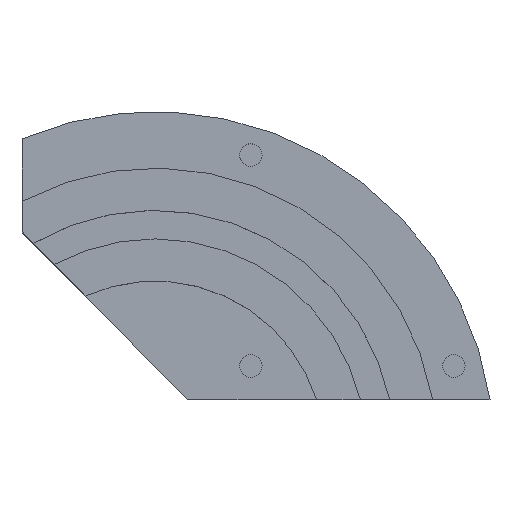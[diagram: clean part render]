
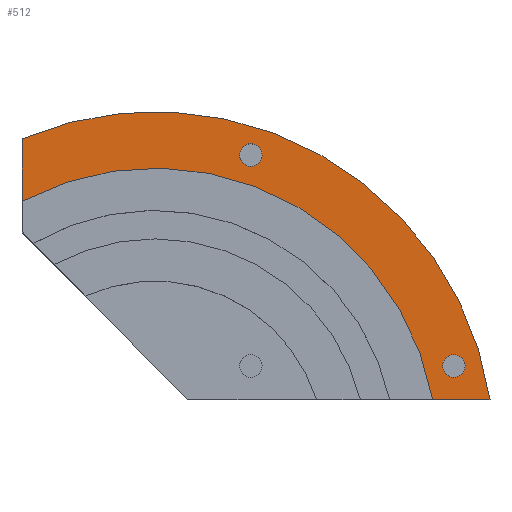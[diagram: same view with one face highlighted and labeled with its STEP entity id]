
A CAD part, top view. The second image highlights one B-rep face of the part: STEP entity #512.
In plain terms, the highlighted planar face has unit normal (0, 0, 1).
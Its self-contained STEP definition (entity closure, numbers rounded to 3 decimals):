
#24 = VERTEX_POINT('',#25);
#25 = CARTESIAN_POINT('',(118.642,18.,9.));
#32 = PLANE('',#33);
#33 = AXIS2_PLACEMENT_3D('',#34,#35,#36);
#34 = CARTESIAN_POINT('',(118.642,18.,0.));
#35 = DIRECTION('',(0.,-1.,0.));
#36 = DIRECTION('',(-1.,0.,0.));
#44 = CYLINDRICAL_SURFACE('',#45,120.);
#45 = AXIS2_PLACEMENT_3D('',#46,#47,#48);
#46 = CARTESIAN_POINT('',(0.,0.,0.));
#47 = DIRECTION('',(-0.,-0.,-1.));
#48 = DIRECTION('',(1.,0.,0.));
#56 = EDGE_CURVE('',#24,#57,#59,.T.);
#57 = VERTEX_POINT('',#58);
#58 = CARTESIAN_POINT('',(98.367,18.,9.));
#59 = SURFACE_CURVE('',#60,(#64,#71),.PCURVE_S1.);
#60 = LINE('',#61,#62);
#61 = CARTESIAN_POINT('',(118.642,18.,9.));
#62 = VECTOR('',#63,1.);
#63 = DIRECTION('',(-1.,0.,0.));
#64 = PCURVE('',#32,#65);
#65 = DEFINITIONAL_REPRESENTATION('',(#66),#70);
#66 = LINE('',#67,#68);
#67 = CARTESIAN_POINT('',(0.,-9.));
#68 = VECTOR('',#69,1.);
#69 = DIRECTION('',(1.,0.));
#70 = ( GEOMETRIC_REPRESENTATION_CONTEXT(2) 
PARAMETRIC_REPRESENTATION_CONTEXT() REPRESENTATION_CONTEXT('2D SPACE',''
  ) );
#71 = PCURVE('',#72,#77);
#72 = PLANE('',#73);
#73 = AXIS2_PLACEMENT_3D('',#74,#75,#76);
#74 = CARTESIAN_POINT('',(33.098,63.745,9.));
#75 = DIRECTION('',(-0.,-0.,-1.));
#76 = DIRECTION('',(-1.,0.,0.));
#77 = DEFINITIONAL_REPRESENTATION('',(#78),#82);
#78 = LINE('',#79,#80);
#79 = CARTESIAN_POINT('',(-85.544,-45.745));
#80 = VECTOR('',#81,1.);
#81 = DIRECTION('',(1.,0.));
#82 = ( GEOMETRIC_REPRESENTATION_CONTEXT(2) 
PARAMETRIC_REPRESENTATION_CONTEXT() REPRESENTATION_CONTEXT('2D SPACE',''
  ) );
#254 = EDGE_CURVE('',#24,#255,#257,.T.);
#255 = VERTEX_POINT('',#256);
#256 = CARTESIAN_POINT('',(-47.,110.413,9.));
#257 = SURFACE_CURVE('',#258,(#263,#270),.PCURVE_S1.);
#258 = CIRCLE('',#259,120.);
#259 = AXIS2_PLACEMENT_3D('',#260,#261,#262);
#260 = CARTESIAN_POINT('',(0.,0.,9.));
#261 = DIRECTION('',(0.,0.,1.));
#262 = DIRECTION('',(1.,0.,0.));
#263 = PCURVE('',#44,#264);
#264 = DEFINITIONAL_REPRESENTATION('',(#265),#269);
#265 = LINE('',#266,#267);
#266 = CARTESIAN_POINT('',(-0.,-9.));
#267 = VECTOR('',#268,1.);
#268 = DIRECTION('',(-1.,0.));
#269 = ( GEOMETRIC_REPRESENTATION_CONTEXT(2) 
PARAMETRIC_REPRESENTATION_CONTEXT() REPRESENTATION_CONTEXT('2D SPACE',''
  ) );
#270 = PCURVE('',#72,#271);
#271 = DEFINITIONAL_REPRESENTATION('',(#272),#280);
#272 = ( BOUNDED_CURVE() B_SPLINE_CURVE(2,(#273,#274,#275,#276,#277,#278
,#279),.UNSPECIFIED.,.T.,.F.) B_SPLINE_CURVE_WITH_KNOTS((1,2,2,2,2,1),(
    -2.094,0.,2.094,4.189,6.283,
8.378),.UNSPECIFIED.) CURVE() GEOMETRIC_REPRESENTATION_ITEM() 
RATIONAL_B_SPLINE_CURVE((1.,0.5,1.,0.5,1.,0.5,1.)) REPRESENTATION_ITEM(
  '') );
#273 = CARTESIAN_POINT('',(-86.902,-63.745));
#274 = CARTESIAN_POINT('',(-86.902,144.101));
#275 = CARTESIAN_POINT('',(93.098,40.178));
#276 = CARTESIAN_POINT('',(273.098,-63.745));
#277 = CARTESIAN_POINT('',(93.098,-167.668));
#278 = CARTESIAN_POINT('',(-86.902,-271.591));
#279 = CARTESIAN_POINT('',(-86.902,-63.745));
#280 = ( GEOMETRIC_REPRESENTATION_CONTEXT(2) 
PARAMETRIC_REPRESENTATION_CONTEXT() REPRESENTATION_CONTEXT('2D SPACE',''
  ) );
#298 = PLANE('',#299);
#299 = AXIS2_PLACEMENT_3D('',#300,#301,#302);
#300 = CARTESIAN_POINT('',(-47.,110.413,0.));
#301 = DIRECTION('',(1.,0.,0.));
#302 = DIRECTION('',(0.,-1.,0.));
#512 = ADVANCED_FACE('',(#513,#571,#606),#72,.F.);
#513 = FACE_BOUND('',#514,.F.);
#514 = EDGE_LOOP('',(#515,#516,#517,#550));
#515 = ORIENTED_EDGE('',*,*,#254,.F.);
#516 = ORIENTED_EDGE('',*,*,#56,.T.);
#517 = ORIENTED_EDGE('',*,*,#518,.T.);
#518 = EDGE_CURVE('',#57,#519,#521,.T.);
#519 = VERTEX_POINT('',#520);
#520 = CARTESIAN_POINT('',(-47.,88.267,9.));
#521 = SURFACE_CURVE('',#522,(#527,#538),.PCURVE_S1.);
#522 = CIRCLE('',#523,100.);
#523 = AXIS2_PLACEMENT_3D('',#524,#525,#526);
#524 = CARTESIAN_POINT('',(0.,0.,9.));
#525 = DIRECTION('',(0.,0.,1.));
#526 = DIRECTION('',(1.,0.,0.));
#527 = PCURVE('',#72,#528);
#528 = DEFINITIONAL_REPRESENTATION('',(#529),#537);
#529 = ( BOUNDED_CURVE() B_SPLINE_CURVE(2,(#530,#531,#532,#533,#534,#535
,#536),.UNSPECIFIED.,.T.,.F.) B_SPLINE_CURVE_WITH_KNOTS((1,2,2,2,2,1),(
    -2.094,0.,2.094,4.189,6.283,
8.378),.UNSPECIFIED.) CURVE() GEOMETRIC_REPRESENTATION_ITEM() 
RATIONAL_B_SPLINE_CURVE((1.,0.5,1.,0.5,1.,0.5,1.)) REPRESENTATION_ITEM(
  '') );
#530 = CARTESIAN_POINT('',(-66.902,-63.745));
#531 = CARTESIAN_POINT('',(-66.902,109.46));
#532 = CARTESIAN_POINT('',(83.098,22.858));
#533 = CARTESIAN_POINT('',(233.098,-63.745));
#534 = CARTESIAN_POINT('',(83.098,-150.347));
#535 = CARTESIAN_POINT('',(-66.902,-236.95));
#536 = CARTESIAN_POINT('',(-66.902,-63.745));
#537 = ( GEOMETRIC_REPRESENTATION_CONTEXT(2) 
PARAMETRIC_REPRESENTATION_CONTEXT() REPRESENTATION_CONTEXT('2D SPACE',''
  ) );
#538 = PCURVE('',#539,#544);
#539 = CYLINDRICAL_SURFACE('',#540,100.);
#540 = AXIS2_PLACEMENT_3D('',#541,#542,#543);
#541 = CARTESIAN_POINT('',(0.,0.,9.));
#542 = DIRECTION('',(-0.,-0.,-1.));
#543 = DIRECTION('',(1.,0.,0.));
#544 = DEFINITIONAL_REPRESENTATION('',(#545),#549);
#545 = LINE('',#546,#547);
#546 = CARTESIAN_POINT('',(-0.,0.));
#547 = VECTOR('',#548,1.);
#548 = DIRECTION('',(-1.,0.));
#549 = ( GEOMETRIC_REPRESENTATION_CONTEXT(2) 
PARAMETRIC_REPRESENTATION_CONTEXT() REPRESENTATION_CONTEXT('2D SPACE',''
  ) );
#550 = ORIENTED_EDGE('',*,*,#551,.F.);
#551 = EDGE_CURVE('',#255,#519,#552,.T.);
#552 = SURFACE_CURVE('',#553,(#557,#564),.PCURVE_S1.);
#553 = LINE('',#554,#555);
#554 = CARTESIAN_POINT('',(-47.,110.413,9.));
#555 = VECTOR('',#556,1.);
#556 = DIRECTION('',(0.,-1.,0.));
#557 = PCURVE('',#72,#558);
#558 = DEFINITIONAL_REPRESENTATION('',(#559),#563);
#559 = LINE('',#560,#561);
#560 = CARTESIAN_POINT('',(80.098,46.668));
#561 = VECTOR('',#562,1.);
#562 = DIRECTION('',(0.,-1.));
#563 = ( GEOMETRIC_REPRESENTATION_CONTEXT(2) 
PARAMETRIC_REPRESENTATION_CONTEXT() REPRESENTATION_CONTEXT('2D SPACE',''
  ) );
#564 = PCURVE('',#298,#565);
#565 = DEFINITIONAL_REPRESENTATION('',(#566),#570);
#566 = LINE('',#567,#568);
#567 = CARTESIAN_POINT('',(0.,-9.));
#568 = VECTOR('',#569,1.);
#569 = DIRECTION('',(1.,0.));
#570 = ( GEOMETRIC_REPRESENTATION_CONTEXT(2) 
PARAMETRIC_REPRESENTATION_CONTEXT() REPRESENTATION_CONTEXT('2D SPACE',''
  ) );
#571 = FACE_BOUND('',#572,.F.);
#572 = EDGE_LOOP('',(#573));
#573 = ORIENTED_EDGE('',*,*,#574,.T.);
#574 = EDGE_CURVE('',#575,#575,#577,.T.);
#575 = VERTEX_POINT('',#576);
#576 = CARTESIAN_POINT('',(109.83,30.,9.));
#577 = SURFACE_CURVE('',#578,(#583,#594),.PCURVE_S1.);
#578 = CIRCLE('',#579,4.);
#579 = AXIS2_PLACEMENT_3D('',#580,#581,#582);
#580 = CARTESIAN_POINT('',(105.83,30.,9.));
#581 = DIRECTION('',(0.,0.,1.));
#582 = DIRECTION('',(1.,0.,0.));
#583 = PCURVE('',#72,#584);
#584 = DEFINITIONAL_REPRESENTATION('',(#585),#593);
#585 = ( BOUNDED_CURVE() B_SPLINE_CURVE(2,(#586,#587,#588,#589,#590,#591
,#592),.UNSPECIFIED.,.T.,.F.) B_SPLINE_CURVE_WITH_KNOTS((1,2,2,2,2,1),(
    -2.094,0.,2.094,4.189,6.283,
8.378),.UNSPECIFIED.) CURVE() GEOMETRIC_REPRESENTATION_ITEM() 
RATIONAL_B_SPLINE_CURVE((1.,0.5,1.,0.5,1.,0.5,1.)) REPRESENTATION_ITEM(
  '') );
#586 = CARTESIAN_POINT('',(-76.732,-33.745));
#587 = CARTESIAN_POINT('',(-76.732,-26.817));
#588 = CARTESIAN_POINT('',(-70.732,-30.281));
#589 = CARTESIAN_POINT('',(-64.732,-33.745));
#590 = CARTESIAN_POINT('',(-70.732,-37.209));
#591 = CARTESIAN_POINT('',(-76.732,-40.673));
#592 = CARTESIAN_POINT('',(-76.732,-33.745));
#593 = ( GEOMETRIC_REPRESENTATION_CONTEXT(2) 
PARAMETRIC_REPRESENTATION_CONTEXT() REPRESENTATION_CONTEXT('2D SPACE',''
  ) );
#594 = PCURVE('',#595,#600);
#595 = CYLINDRICAL_SURFACE('',#596,4.);
#596 = AXIS2_PLACEMENT_3D('',#597,#598,#599);
#597 = CARTESIAN_POINT('',(105.83,30.,9.));
#598 = DIRECTION('',(0.,0.,1.));
#599 = DIRECTION('',(1.,0.,0.));
#600 = DEFINITIONAL_REPRESENTATION('',(#601),#605);
#601 = LINE('',#602,#603);
#602 = CARTESIAN_POINT('',(0.,0.));
#603 = VECTOR('',#604,1.);
#604 = DIRECTION('',(1.,0.));
#605 = ( GEOMETRIC_REPRESENTATION_CONTEXT(2) 
PARAMETRIC_REPRESENTATION_CONTEXT() REPRESENTATION_CONTEXT('2D SPACE',''
  ) );
#606 = FACE_BOUND('',#607,.F.);
#607 = EDGE_LOOP('',(#608));
#608 = ORIENTED_EDGE('',*,*,#609,.T.);
#609 = EDGE_CURVE('',#610,#610,#612,.T.);
#610 = VERTEX_POINT('',#611);
#611 = CARTESIAN_POINT('',(38.,104.614,9.));
#612 = SURFACE_CURVE('',#613,(#618,#629),.PCURVE_S1.);
#613 = CIRCLE('',#614,4.);
#614 = AXIS2_PLACEMENT_3D('',#615,#616,#617);
#615 = CARTESIAN_POINT('',(34.,104.614,9.));
#616 = DIRECTION('',(0.,0.,1.));
#617 = DIRECTION('',(1.,0.,0.));
#618 = PCURVE('',#72,#619);
#619 = DEFINITIONAL_REPRESENTATION('',(#620),#628);
#620 = ( BOUNDED_CURVE() B_SPLINE_CURVE(2,(#621,#622,#623,#624,#625,#626
,#627),.UNSPECIFIED.,.T.,.F.) B_SPLINE_CURVE_WITH_KNOTS((1,2,2,2,2,1),(
    -2.094,0.,2.094,4.189,6.283,
8.378),.UNSPECIFIED.) CURVE() GEOMETRIC_REPRESENTATION_ITEM() 
RATIONAL_B_SPLINE_CURVE((1.,0.5,1.,0.5,1.,0.5,1.)) REPRESENTATION_ITEM(
  '') );
#621 = CARTESIAN_POINT('',(-4.902,40.869));
#622 = CARTESIAN_POINT('',(-4.902,47.797));
#623 = CARTESIAN_POINT('',(1.098,44.333));
#624 = CARTESIAN_POINT('',(7.098,40.869));
#625 = CARTESIAN_POINT('',(1.098,37.405));
#626 = CARTESIAN_POINT('',(-4.902,33.941));
#627 = CARTESIAN_POINT('',(-4.902,40.869));
#628 = ( GEOMETRIC_REPRESENTATION_CONTEXT(2) 
PARAMETRIC_REPRESENTATION_CONTEXT() REPRESENTATION_CONTEXT('2D SPACE',''
  ) );
#629 = PCURVE('',#630,#635);
#630 = CYLINDRICAL_SURFACE('',#631,4.);
#631 = AXIS2_PLACEMENT_3D('',#632,#633,#634);
#632 = CARTESIAN_POINT('',(34.,104.614,9.));
#633 = DIRECTION('',(0.,0.,1.));
#634 = DIRECTION('',(1.,0.,0.));
#635 = DEFINITIONAL_REPRESENTATION('',(#636),#640);
#636 = LINE('',#637,#638);
#637 = CARTESIAN_POINT('',(0.,0.));
#638 = VECTOR('',#639,1.);
#639 = DIRECTION('',(1.,0.));
#640 = ( GEOMETRIC_REPRESENTATION_CONTEXT(2) 
PARAMETRIC_REPRESENTATION_CONTEXT() REPRESENTATION_CONTEXT('2D SPACE',''
  ) );
